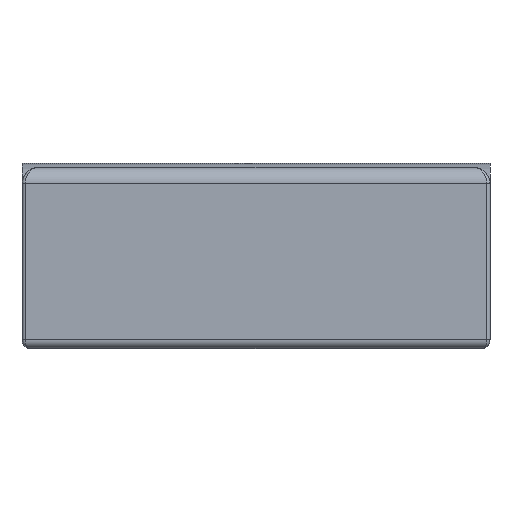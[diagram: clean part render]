
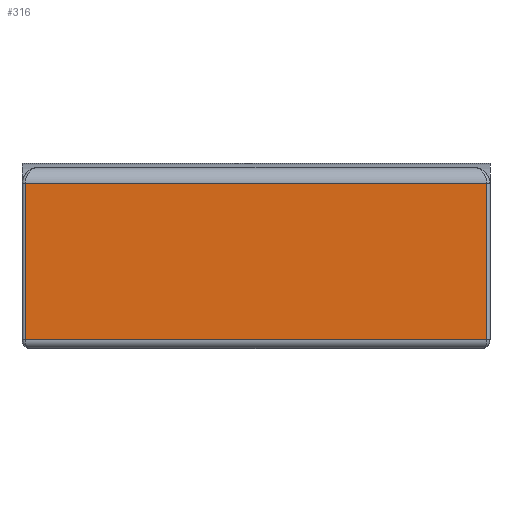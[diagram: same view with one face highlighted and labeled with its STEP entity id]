
A CAD part, front view. The second image highlights one B-rep face of the part: STEP entity #316.
In plain terms, the highlighted planar face has unit normal (0, -1, 0).
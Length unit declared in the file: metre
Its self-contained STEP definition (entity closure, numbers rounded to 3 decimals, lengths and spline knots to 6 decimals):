
#316=ADVANCED_FACE('0:514',(#597),#598,.T.);
#597=FACE_OUTER_BOUND('',#987,.T.);
#598=PLANE('',#988);
#987=EDGE_LOOP('',(#1567,#1568,#1569,#1570));
#988=AXIS2_PLACEMENT_3D('',#1571,#1572,#1573);
#1567=ORIENTED_EDGE('',*,*,#2056,.T.);
#1568=ORIENTED_EDGE('',*,*,#2011,.T.);
#1569=ORIENTED_EDGE('',*,*,#2057,.T.);
#1570=ORIENTED_EDGE('',*,*,#2058,.T.);
#1571=CARTESIAN_POINT('',(0.0,-0.00151,-0.000028));
#1572=DIRECTION('',(0.0,-1.0,0.0));
#1573=DIRECTION('',(0.0,0.0,-1.0));
#2011=EDGE_CURVE('0:616',#2360,#2356,#2361,.T.);
#2056=EDGE_CURVE('0:733',#2440,#2360,#2441,.F.);
#2057=EDGE_CURVE('0:736',#2356,#2442,#2443,.T.);
#2058=EDGE_CURVE('0:739',#2442,#2440,#2444,.T.);
#2356=VERTEX_POINT('',#2843);
#2360=VERTEX_POINT('',#2847);
#2361=LINE('',#2848,#2849);
#2440=VERTEX_POINT('',#2952);
#2441=LINE('',#2953,#2954);
#2442=VERTEX_POINT('',#2955);
#2443=LINE('',#2956,#2957);
#2444=LINE('',#2958,#2959);
#2843=CARTESIAN_POINT('',(0.00074,-0.00151,0.0));
#2847=CARTESIAN_POINT('',(-0.00074,-0.00151,0.0));
#2848=CARTESIAN_POINT('',(0.0,-0.00151,0.0));
#2849=VECTOR('',#3317,1.0);
#2952=CARTESIAN_POINT('',(-0.00074,-0.00151,0.0005));
#2953=CARTESIAN_POINT('',(-0.00074,-0.00151,-0.000028));
#2954=VECTOR('',#3384,1.0);
#2955=CARTESIAN_POINT('',(0.00074,-0.00151,0.0005));
#2956=CARTESIAN_POINT('',(0.00074,-0.00151,-0.000028));
#2957=VECTOR('',#3385,1.0);
#2958=CARTESIAN_POINT('',(0.0,-0.00151,0.0005));
#2959=VECTOR('',#3386,1.0);
#3317=DIRECTION('',(1.0,0.0,0.0));
#3384=DIRECTION('',(0.0,0.0,1.0));
#3385=DIRECTION('',(0.0,0.0,1.0));
#3386=DIRECTION('',(-1.0,0.0,0.0));
